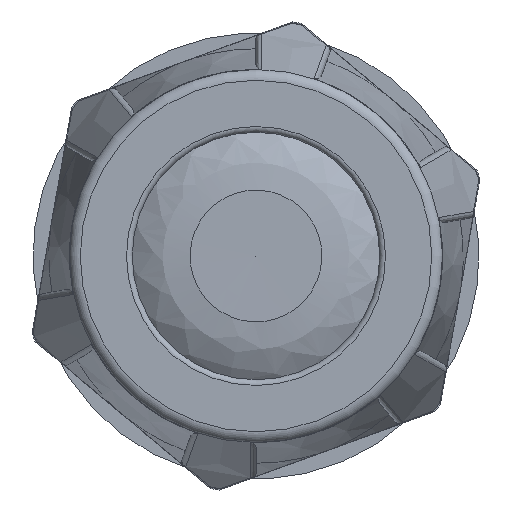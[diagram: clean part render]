
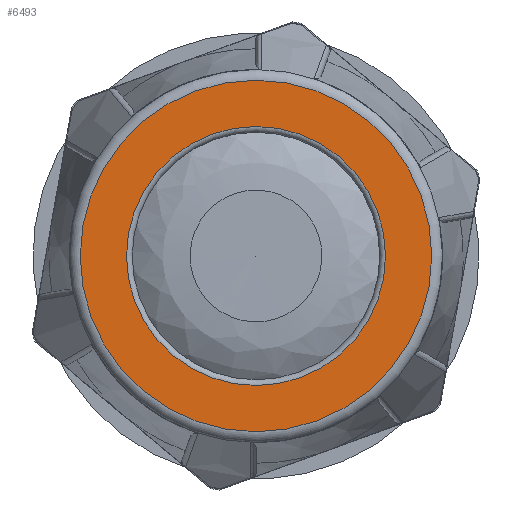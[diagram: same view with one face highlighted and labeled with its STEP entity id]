
A CAD part, left-side view. The second image highlights one B-rep face of the part: STEP entity #6493.
In plain terms, the highlighted planar face has unit normal (-1, 0, 0).
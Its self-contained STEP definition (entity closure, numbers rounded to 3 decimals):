
#310=FACE_BOUND('',#2023,.T.);
#1256=PLANE('',#7304);
#1616=FACE_OUTER_BOUND('',#2022,.T.);
#2022=EDGE_LOOP('',(#6071));
#2023=EDGE_LOOP('',(#6072));
#2450=CIRCLE('',#7303,11.25);
#2451=CIRCLE('',#7305,15.266);
#3261=VERTEX_POINT('',#16671);
#3262=VERTEX_POINT('',#16674);
#4202=EDGE_CURVE('',#3261,#3261,#2450,.T.);
#4203=EDGE_CURVE('',#3262,#3262,#2451,.T.);
#6071=ORIENTED_EDGE('',*,*,#4203,.F.);
#6072=ORIENTED_EDGE('',*,*,#4202,.T.);
#6493=ADVANCED_FACE('',(#1616,#310),#1256,.T.);
#7303=AXIS2_PLACEMENT_3D('',#16672,#9107,#9108);
#7304=AXIS2_PLACEMENT_3D('',#16673,#9109,#9110);
#7305=AXIS2_PLACEMENT_3D('',#16675,#9111,#9112);
#9107=DIRECTION('center_axis',(1.,0.,0.));
#9108=DIRECTION('ref_axis',(0.,0.,-1.));
#9109=DIRECTION('center_axis',(-1.,0.,0.));
#9110=DIRECTION('ref_axis',(0.,0.,1.));
#9111=DIRECTION('center_axis',(1.,0.,0.));
#9112=DIRECTION('ref_axis',(0.,0.,-1.));
#16671=CARTESIAN_POINT('',(-30.34,11.25,0.));
#16672=CARTESIAN_POINT('Origin',(-30.34,0.,0.));
#16673=CARTESIAN_POINT('Origin',(-30.34,15.266,0.));
#16674=CARTESIAN_POINT('',(-30.34,15.266,0.));
#16675=CARTESIAN_POINT('Origin',(-30.34,0.,0.));
